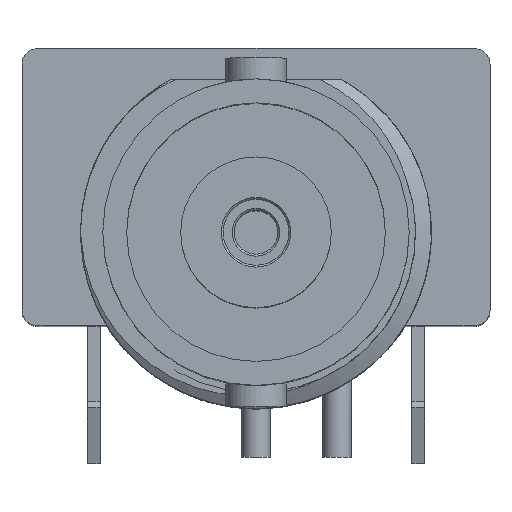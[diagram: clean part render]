
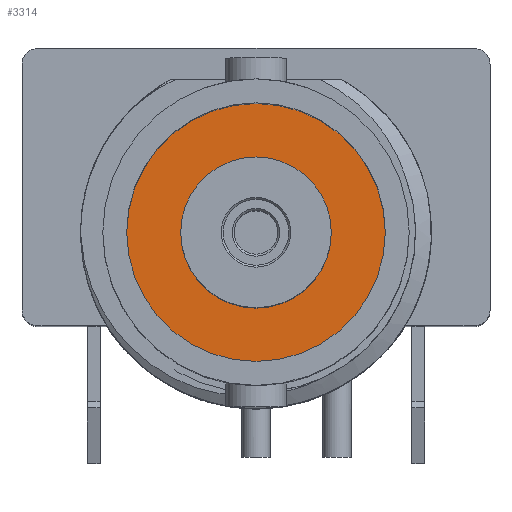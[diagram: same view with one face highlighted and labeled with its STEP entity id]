
A CAD part, top view. The second image highlights one B-rep face of the part: STEP entity #3314.
In plain terms, the highlighted planar face has unit normal (0, 0, 1).
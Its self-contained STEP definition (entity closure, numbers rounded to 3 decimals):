
#41=FACE_BOUND('',#621,.T.);
#92=CIRCLE('',#3523,4.05);
#94=CIRCLE('',#3532,2.36);
#422=FACE_OUTER_BOUND('',#620,.T.);
#620=EDGE_LOOP('',(#2821));
#621=EDGE_LOOP('',(#2822));
#1541=VERTEX_POINT('',#7599);
#1555=VERTEX_POINT('',#7634);
#1980=EDGE_CURVE('',#1541,#1541,#92,.T.);
#1997=EDGE_CURVE('',#1555,#1555,#94,.T.);
#2821=ORIENTED_EDGE('',*,*,#1980,.T.);
#2822=ORIENTED_EDGE('',*,*,#1997,.F.);
#3141=PLANE('',#3531);
#3314=ADVANCED_FACE('',(#422,#41),#3141,.T.);
#3523=AXIS2_PLACEMENT_3D('',#7601,#4094,#4095);
#3531=AXIS2_PLACEMENT_3D('',#7633,#4121,#4122);
#3532=AXIS2_PLACEMENT_3D('',#7635,#4123,#4124);
#4094=DIRECTION('center_axis',(0.,0.,1.));
#4095=DIRECTION('ref_axis',(1.,0.,0.));
#4121=DIRECTION('center_axis',(0.,0.,1.));
#4122=DIRECTION('ref_axis',(1.,0.,0.));
#4123=DIRECTION('center_axis',(0.,0.,1.));
#4124=DIRECTION('ref_axis',(-1.,0.,0.));
#7599=CARTESIAN_POINT('',(4.05,0.,5.49));
#7601=CARTESIAN_POINT('Origin',(0.,0.,5.49));
#7633=CARTESIAN_POINT('Origin',(0.,0.,5.49));
#7634=CARTESIAN_POINT('',(2.36,0.,5.49));
#7635=CARTESIAN_POINT('Origin',(0.,0.,5.49));
